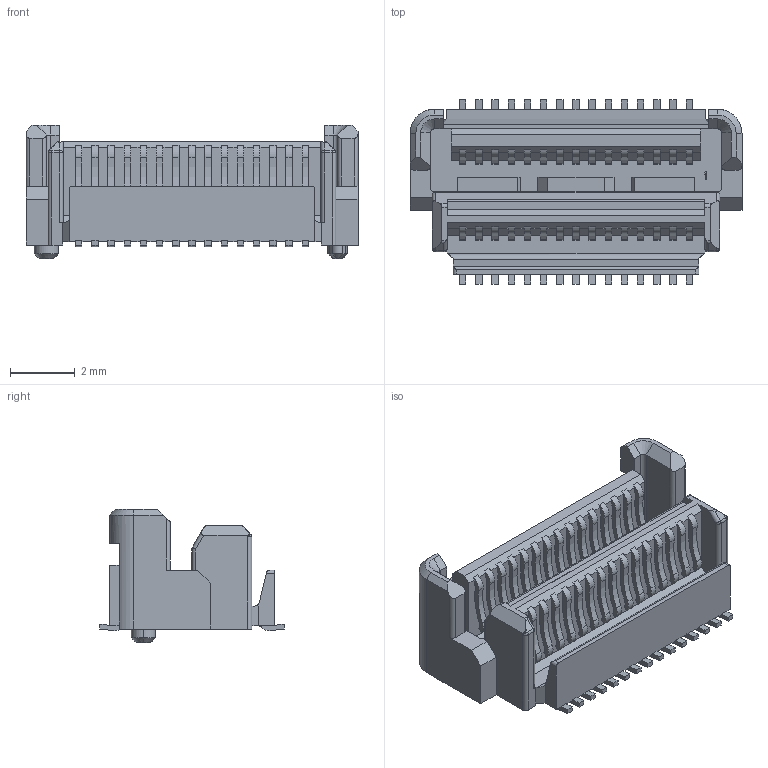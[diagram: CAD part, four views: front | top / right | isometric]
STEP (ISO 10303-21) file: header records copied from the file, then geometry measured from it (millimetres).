
FILE_DESCRIPTION(('FreeCAD Model'),'2;1');
FILE_NAME('TE_2291283-1.step','2021-12-07T08:33:27',( 'kicad StepUp'),('ksu MCAD'),'Open CASCADE STEP processor 7.3', 'FreeCAD','Unknown');
FILE_SCHEMA(('AUTOMOTIVE_DESIGN { 1 0 10303 214 1 1 1 1 }'));
Length unit declared in the file: millimetre
Products named in the file (1): TE_2291283-1
Bounding box: 10.26 x 5.7 x 4.12 mm (x, y, z)
Volume: 89.6 mm3; surface area: 304.8 mm2
Topology: 1 solids, 1 shells, 640 faces, 1857 edges, 1222 vertices
Faces by surface type: plane 359, cylinder 265, cone 10, sphere 6
Entity records: 21384 total; most frequent: CARTESIAN_POINT 4032, ORIENTED_EDGE 3714, DIRECTION 3637, EDGE_CURVE 1857, LINE 1311, VECTOR 1311, VERTEX_POINT 1222, AXIS2_PLACEMENT_3D 1163
